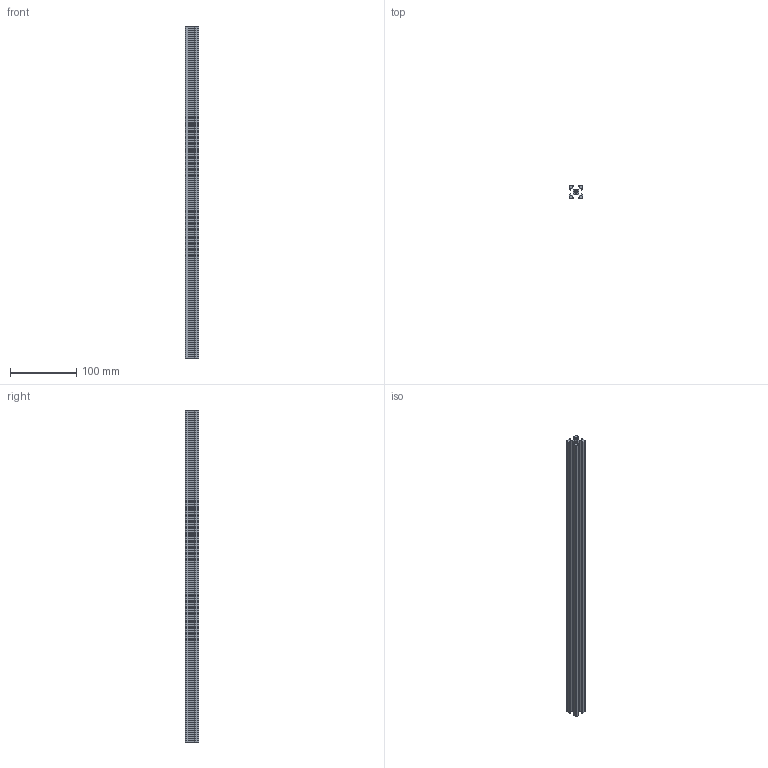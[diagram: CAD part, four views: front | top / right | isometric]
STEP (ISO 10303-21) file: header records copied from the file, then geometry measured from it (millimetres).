
FILE_DESCRIPTION(/* description */ (''),/* implementation_level */ '2;1');
FILE_NAME(/* name */ 'BOAL-20x20-V-Slot-Extrusion.step',/* time_stamp */ '2019-11-26T20:37:09+00:00',/* author */ (''),/* organization */ (''),/* preprocessor_version */ 'ST-DEVELOPER v18',/* originating_system */ 'Autodesk Translation Framework v8.12.0.6',/* authorisation */ '');
FILE_SCHEMA (('AUTOMOTIVE_DESIGN { 1 0 10303 214 3 1 1 }'));
Length unit declared in the file: millimetre
Products named in the file (1): BOAL-20x20-V-Slot-Extrusion
Bounding box: 20 x 20 x 500 mm (x, y, z)
Volume: 85715.8 mm3; surface area: 80471.3 mm2
Topology: 1 solids, 1 shells, 173 faces, 513 edges, 342 vertices
Faces by surface type: plane 160, cylinder 13
Full cylindrical faces by diameter (mm): 4.2 x1
Entity records: 5730 total; most frequent: CARTESIAN_POINT 1029, ORIENTED_EDGE 1026, DIRECTION 887, EDGE_CURVE 513, LINE 487, VECTOR 487, VERTEX_POINT 342, AXIS2_PLACEMENT_3D 200
